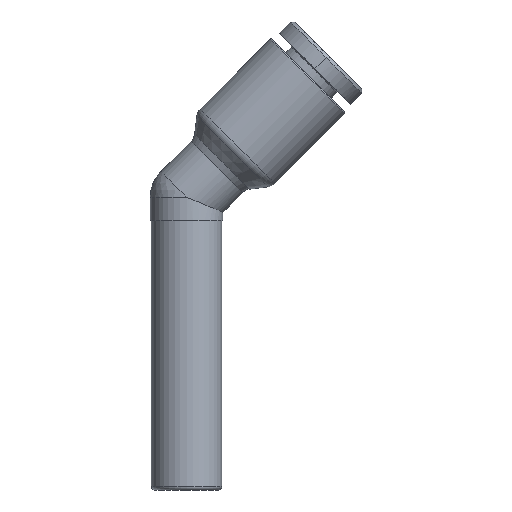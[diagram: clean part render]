
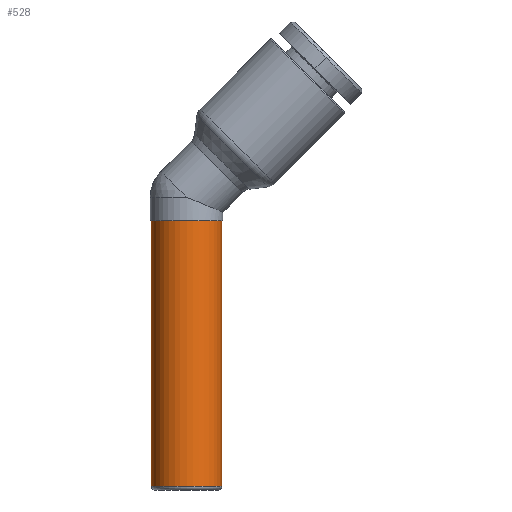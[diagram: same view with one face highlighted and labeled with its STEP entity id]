
A CAD part, front view. The second image highlights one B-rep face of the part: STEP entity #528.
In plain terms, the highlighted cylindrical face has radius 3 mm (diameter 6 mm), a partial arc.
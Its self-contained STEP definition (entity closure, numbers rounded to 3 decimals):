
#487=CARTESIAN_POINT('',(-0.67,0.,-5.979));
#488=DIRECTION('',(0.0,0.,1.0));
#489=DIRECTION('',(-1.0,0.0,0.0));
#490=AXIS2_PLACEMENT_3D('',#487,#488,#489);
#491=CYLINDRICAL_SURFACE('',#490,3.);
#492=CARTESIAN_POINT('',(-3.67,0.,-17.179));
#493=VERTEX_POINT('',#492);
#494=CARTESIAN_POINT('',(-3.67,0.,5.521));
#495=VERTEX_POINT('',#494);
#496=CARTESIAN_POINT('',(-3.67,0.,-17.179));
#497=DIRECTION('',(0.0,0.0,1.0));
#498=VECTOR('',#497,22.7);
#499=LINE('',#496,#498);
#500=EDGE_CURVE('',#493,#495,#499,.T.);
#501=ORIENTED_EDGE('',*,*,#500,.F.);
#502=CARTESIAN_POINT('',(2.33,0.,-17.179));
#503=VERTEX_POINT('',#502);
#504=CARTESIAN_POINT('',(-0.67,0.,-17.179));
#505=DIRECTION('',(0.0,0.0,-1.0));
#506=DIRECTION('',(1.0,0.0,0.0));
#507=AXIS2_PLACEMENT_3D('',#504,#505,#506);
#508=CIRCLE('',#507,3.);
#509=EDGE_CURVE('',#503,#493,#508,.T.);
#510=ORIENTED_EDGE('',*,*,#509,.F.);
#511=CARTESIAN_POINT('',(2.33,0.,5.521));
#512=VERTEX_POINT('',#511);
#513=CARTESIAN_POINT('',(2.33,0.,5.521));
#514=DIRECTION('',(0.0,0.0,-1.0));
#515=VECTOR('',#514,22.7);
#516=LINE('',#513,#515);
#517=EDGE_CURVE('',#512,#503,#516,.T.);
#518=ORIENTED_EDGE('',*,*,#517,.F.);
#519=CARTESIAN_POINT('',(-0.67,0.,5.521));
#520=DIRECTION('',(0.0,0.0,1.0));
#521=DIRECTION('',(-1.0,0.0,0.0));
#522=AXIS2_PLACEMENT_3D('',#519,#520,#521);
#523=CIRCLE('',#522,3.);
#524=EDGE_CURVE('',#495,#512,#523,.T.);
#525=ORIENTED_EDGE('',*,*,#524,.F.);
#526=EDGE_LOOP('',(#501,#510,#518,#525));
#527=FACE_OUTER_BOUND('',#526,.T.);
#528=ADVANCED_FACE('',(#527),#491,.T.);
